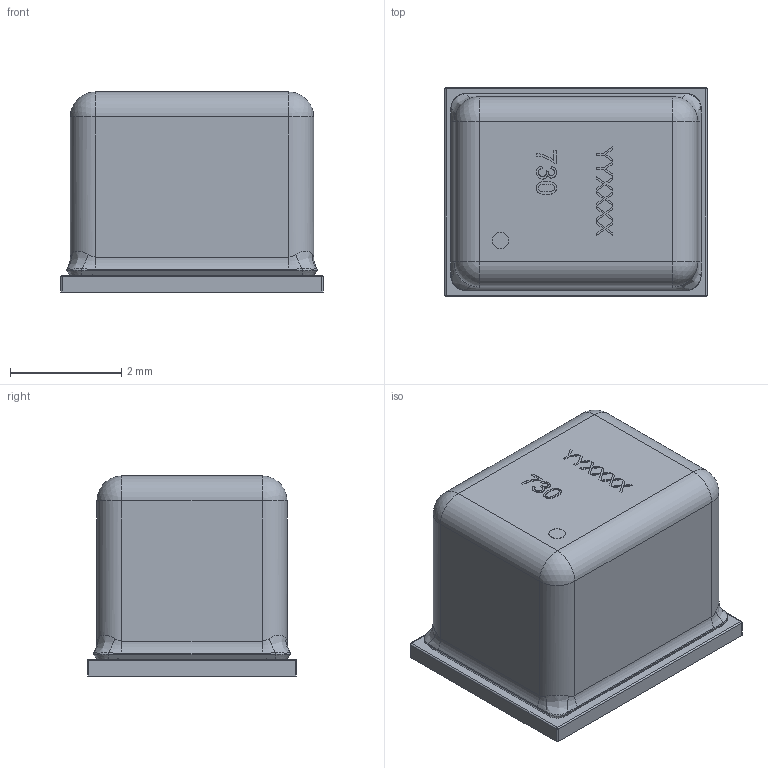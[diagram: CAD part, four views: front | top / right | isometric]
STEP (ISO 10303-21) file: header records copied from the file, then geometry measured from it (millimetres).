
FILE_DESCRIPTION(/* description */ (''),/* implementation_level */ '2;1');
FILE_NAME(/* name */ 'TDK - ICS-40730.step',/* time_stamp */ '2020-04-23T19:32:38+01:00',/* author */ (''),/* organization */ (''),/* preprocessor_version */ 'ST-DEVELOPER v18.1',/* originating_system */ 'Autodesk Translation Framework v9.2.0.1227',/* authorisation */ '');
FILE_SCHEMA (('AUTOMOTIVE_DESIGN { 1 0 10303 214 3 1 1 }'));
Length unit declared in the file: millimetre
Products named in the file (1): TDK - ICS-40730
Bounding box: 4.72 x 3.76 x 3.6 mm (x, y, z)
Volume: 49.8 mm3; surface area: 98.1 mm2
Topology: 1 solids, 1 shells, 274 faces, 690 edges, 428 vertices
Faces by surface type: plane 118, bspline 105, cylinder 35, sphere 8, cone 8
Full cylindrical faces by diameter (mm): 0.3 x1, 0.9 x3, 1.5 x1, 2.3 x1, 2.9 x1
Entity records: 9525 total; most frequent: CARTESIAN_POINT 3510, ORIENTED_EDGE 1380, DIRECTION 930, EDGE_CURVE 690, VERTEX_POINT 428, LINE 386, VECTOR 386, EDGE_LOOP 292
